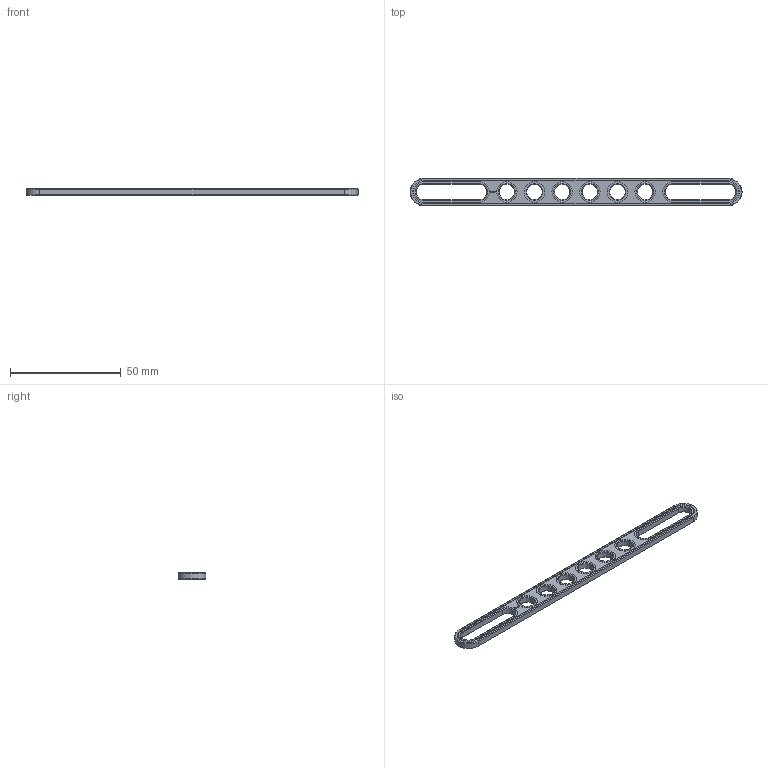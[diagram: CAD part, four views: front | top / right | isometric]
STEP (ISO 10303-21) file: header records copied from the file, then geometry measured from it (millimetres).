
FILE_DESCRIPTION(('FreeCAD Model'),'2;1');
FILE_NAME('Open CASCADE Shape Model','2023-01-08T23:19:56',(''),(''), 'Open CASCADE STEP processor 7.6','FreeCAD','Unknown');
FILE_SCHEMA(('AUTOMOTIVE_DESIGN { 1 0 10303 214 1 1 1 1 }'));
Length unit declared in the file: millimetre
Products named in the file (1): Brace STR SLT BE ERR BU12x01x00.25x03 - SPN-BRC-0314 (stemfie.org)
Bounding box: 150 x 12.5 x 3.12 mm (x, y, z)
Volume: 3543.6 mm3; surface area: 4134.5 mm2
Topology: 1 solids, 1 shells, 587 faces, 1599 edges, 1056 vertices
Faces by surface type: plane 361, extrusion 178, cone 24, cylinder 24
Full cylindrical faces by diameter (mm): 7 x6, 9.2 x6
Entity records: 40524 total; most frequent: CARTESIAN_POINT 9773, DIRECTION 4969, VECTOR 3951, LINE 3773, ORIENTED_EDGE 3198, PCURVE 3198, DEFINITIONAL_REPRESENTATION 3198, EDGE_CURVE 1599
